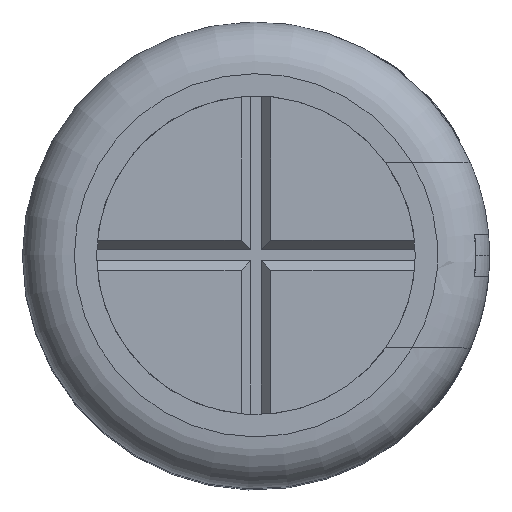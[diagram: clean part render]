
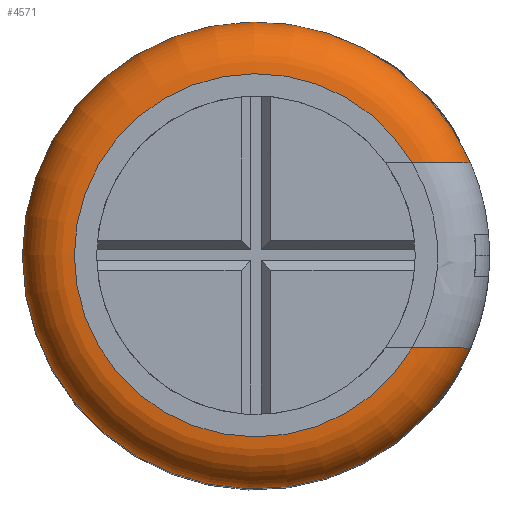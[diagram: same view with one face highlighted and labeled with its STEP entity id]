
A CAD part, top view. The second image highlights one B-rep face of the part: STEP entity #4571.
In plain terms, the highlighted toroidal (fillet/blend) face has major radius 2.45 mm and minor radius 0.7 mm.
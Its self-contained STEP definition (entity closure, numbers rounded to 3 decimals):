
#2326=VERTEX_POINT('NONE',#2327);
#2327=CARTESIAN_POINT('',(-3.15,0.0,10.3));
#2333=EDGE_CURVE('NONE',#2326,#2334,#2336,.T.);
#2334=VERTEX_POINT('NONE',#2335);
#2335=CARTESIAN_POINT('',(2.891,1.25,10.3));
#2336=CIRCLE('',#2337,3.15);
#2337=AXIS2_PLACEMENT_3D('',#2338,#2339,#2340);
#2338=CARTESIAN_POINT('',(0.0,0.0,10.3));
#2339=DIRECTION('',(0.0,0.0,-1.0));
#2340=DIRECTION('',(1.0,0.0,0.0));
#2850=VERTEX_POINT('NONE',#2851);
#2851=CARTESIAN_POINT('',(2.891,-1.25,10.3));
#2857=EDGE_CURVE('NONE',#2850,#2326,#2858,.T.);
#2858=CIRCLE('',#2859,3.15);
#2859=AXIS2_PLACEMENT_3D('',#2860,#2861,#2862);
#2860=CARTESIAN_POINT('',(0.0,0.0,10.3));
#2861=DIRECTION('',(0.0,0.0,-1.0));
#2862=DIRECTION('',(1.0,0.0,0.0));
#4534=EDGE_CURVE('NONE',#4535,#4537,#4539,.T.);
#4535=VERTEX_POINT('NONE',#4536);
#4536=CARTESIAN_POINT('',(2.107,1.25,11.0));
#4537=VERTEX_POINT('NONE',#4538);
#4538=CARTESIAN_POINT('',(2.107,-1.25,11.0));
#4539=CIRCLE('',#4540,2.45);
#4540=AXIS2_PLACEMENT_3D('',#4541,#4542,#4543);
#4541=CARTESIAN_POINT('',(0.0,0.0,11.0));
#4542=DIRECTION('',(0.0,0.0,1.0));
#4543=DIRECTION('',(1.0,0.0,0.0));
#4571=ADVANCED_FACE('NONE',(#4572),#4599,.T.);
#4572=FACE_BOUND('NONE',#4573,.T.);
#4573=EDGE_LOOP('',(#4574,#4575,#4586,#4587,#4598));
#4574=ORIENTED_EDGE('',*,*,#2857,.F.);
#4575=ORIENTED_EDGE('',*,*,#4576,.T.);
#4576=EDGE_CURVE('NONE',#2850,#4537,#4577,.T.);
#4577=B_SPLINE_CURVE_WITH_KNOTS('',3,(#4578,#4579,#4580,#4581,#4582,#4583,#4584,#4585),.UNSPECIFIED.,.F.,.U.,(4,2,2,4),(0.003,0.003,0.004,0.004),.UNSPECIFIED.);
#4578=CARTESIAN_POINT('',(2.891,-1.25,10.3));
#4579=CARTESIAN_POINT('',(2.891,-1.25,10.397));
#4580=CARTESIAN_POINT('',(2.869,-1.25,10.495));
#4581=CARTESIAN_POINT('',(2.784,-1.25,10.67));
#4582=CARTESIAN_POINT('',(2.723,-1.25,10.748));
#4583=CARTESIAN_POINT('',(2.498,-1.25,10.938));
#4584=CARTESIAN_POINT('',(2.301,-1.25,11.0));
#4585=CARTESIAN_POINT('',(2.107,-1.25,11.0));
#4586=ORIENTED_EDGE('',*,*,#4534,.F.);
#4587=ORIENTED_EDGE('',*,*,#4588,.T.);
#4588=EDGE_CURVE('NONE',#4535,#2334,#4589,.T.);
#4589=B_SPLINE_CURVE_WITH_KNOTS('',3,(#4590,#4591,#4592,#4593,#4594,#4595,#4596,#4597),.UNSPECIFIED.,.F.,.U.,(4,2,2,4),(0.,0.001,0.001,0.002),.UNSPECIFIED.);
#4590=CARTESIAN_POINT('',(2.107,1.25,11.0));
#4591=CARTESIAN_POINT('',(2.301,1.25,11.0));
#4592=CARTESIAN_POINT('',(2.498,1.25,10.938));
#4593=CARTESIAN_POINT('',(2.722,1.25,10.749));
#4594=CARTESIAN_POINT('',(2.784,1.25,10.671));
#4595=CARTESIAN_POINT('',(2.869,1.25,10.495));
#4596=CARTESIAN_POINT('',(2.891,1.25,10.397));
#4597=CARTESIAN_POINT('',(2.891,1.25,10.3));
#4598=ORIENTED_EDGE('',*,*,#2333,.F.);
#4599=TOROIDAL_SURFACE('',#4600,2.45,0.7);
#4600=AXIS2_PLACEMENT_3D('',#4601,#4602,#4603);
#4601=CARTESIAN_POINT('',(0.0,0.0,10.3));
#4602=DIRECTION('',(0.0,0.0,1.0));
#4603=DIRECTION('',(1.0,0.0,0.0));
